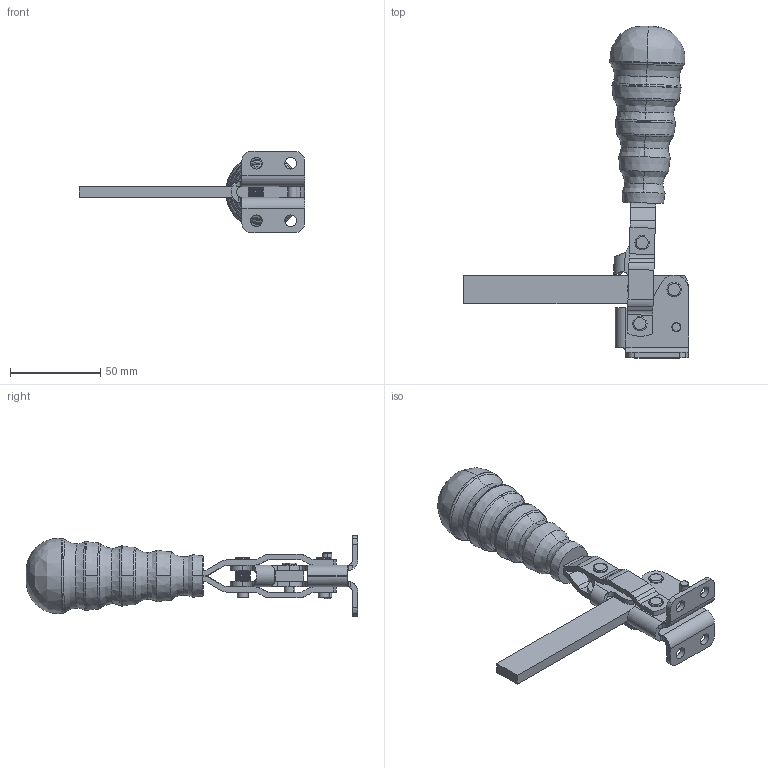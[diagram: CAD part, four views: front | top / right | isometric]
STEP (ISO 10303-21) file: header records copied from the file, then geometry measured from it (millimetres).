
FILE_DESCRIPTION((''),'2;1');
FILE_NAME('213F.0.stp','2005-08-29T15:06:37',('CAD'),(''),'Autodesk Inventor 8','Autodesk Inventor 8','');
FILE_SCHEMA(('AUTOMOTIVE_DESIGN { 1 0 10303 214 1 1 1 1 }'));
Length unit declared in the file: millimetre
Products named in the file (1): Part10
Bounding box: 125 x 184.4 x 45 mm (x, y, z)
Volume: 112238 mm3; surface area: 34438 mm2
Topology: 1 solids, 5 shells, 950 faces, 3237 edges, 1951 vertices
Faces by surface type: plane 376, cone 308, cylinder 188, bspline 54, torus 22, sphere 2
Entity records: 36893 total; most frequent: CARTESIAN_POINT 9338, ORIENTED_EDGE 6450, DIRECTION 5722, EDGE_CURVE 3225, AXIS2_PLACEMENT_3D 2190, VERTEX_POINT 1951, VECTOR 1342, LINE 1342
